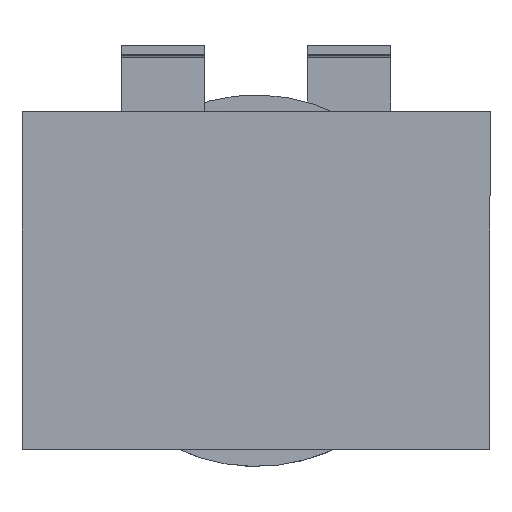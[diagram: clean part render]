
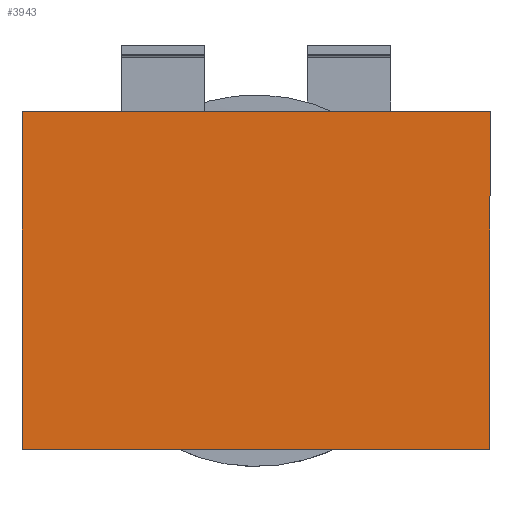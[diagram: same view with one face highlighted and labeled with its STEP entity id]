
A CAD part, top view. The second image highlights one B-rep face of the part: STEP entity #3943.
In plain terms, the highlighted face is planar.
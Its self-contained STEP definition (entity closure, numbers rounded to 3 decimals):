
#907=ORIENTED_EDGE('',*,*,#1379,.T.);
#908=ORIENTED_EDGE('',*,*,#1383,.T.);
#909=ORIENTED_EDGE('',*,*,#1386,.T.);
#910=ORIENTED_EDGE('',*,*,#1389,.T.);
#1379=EDGE_CURVE('',#1681,#1682,#1914,.T.);
#1383=EDGE_CURVE('',#1682,#1685,#1918,.T.);
#1386=EDGE_CURVE('',#1685,#1687,#1921,.T.);
#1389=EDGE_CURVE('',#1687,#1681,#1924,.T.);
#1681=VERTEX_POINT('',#7061);
#1682=VERTEX_POINT('',#7062);
#1685=VERTEX_POINT('',#7070);
#1687=VERTEX_POINT('',#7076);
#1914=LINE('',#7060,#2143);
#1918=LINE('',#7069,#2147);
#1921=LINE('',#7075,#2150);
#1924=LINE('',#7081,#2153);
#2143=VECTOR('',#4560,1000.);
#2147=VECTOR('',#4566,1000.);
#2150=VECTOR('',#4571,1000.);
#2153=VECTOR('',#4576,1000.);
#2360=EDGE_LOOP('',(#907,#908,#909,#910));
#2551=FACE_BOUND('',#2360,.T.);
#2689=PLANE('',#4106);
#3943=ADVANCED_FACE('',(#2551),#2689,.T.);
#4106=AXIS2_PLACEMENT_3D('',#7086,#4582,#4583);
#4560=DIRECTION('',(0.,-1.,0.));
#4566=DIRECTION('',(-1.,0.,0.));
#4571=DIRECTION('',(0.,1.,0.));
#4576=DIRECTION('',(1.,0.,0.));
#4582=DIRECTION('',(0.,0.,-1.));
#4583=DIRECTION('',(-1.,0.,0.));
#7060=CARTESIAN_POINT('',(12.6,9.1,0.));
#7061=CARTESIAN_POINT('',(12.6,9.1,0.));
#7062=CARTESIAN_POINT('',(12.6,-9.1,0.));
#7069=CARTESIAN_POINT('',(12.6,-9.1,0.));
#7070=CARTESIAN_POINT('',(-12.6,-9.1,0.));
#7075=CARTESIAN_POINT('',(-12.6,-9.1,0.));
#7076=CARTESIAN_POINT('',(-12.6,9.1,0.));
#7081=CARTESIAN_POINT('',(-12.6,9.1,0.));
#7086=CARTESIAN_POINT('',(0.,0.,0.));
